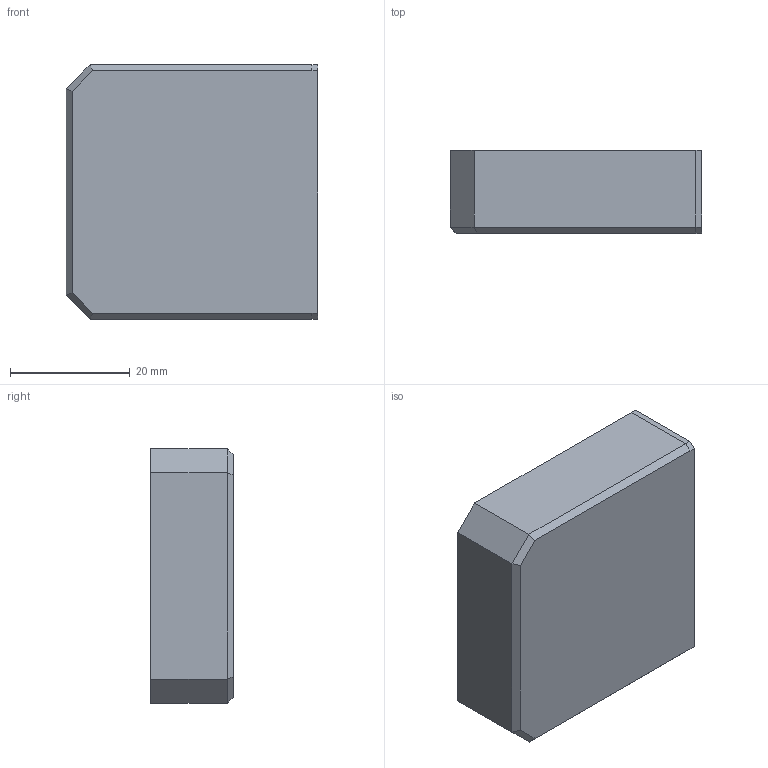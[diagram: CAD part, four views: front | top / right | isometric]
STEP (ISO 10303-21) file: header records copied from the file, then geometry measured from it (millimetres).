
FILE_DESCRIPTION(/* description */ (''),/* implementation_level */ '2;1');
FILE_NAME(/* name */ 'cover_x.step',/* time_stamp */ '2025-03-31T17:53:42+02:00',/* author */ (''),/* organization */ (''),/* preprocessor_version */ 'ST-DEVELOPER v20.1',/* originating_system */ 'Autodesk Translation Framework v14.4.0.0',/* authorisation */ '');
FILE_SCHEMA (('AUTOMOTIVE_DESIGN { 1 0 10303 214 3 1 1 }'));
Length unit declared in the file: millimetre
Products named in the file (1): x_house
Bounding box: 42.04 x 13.8 x 42.51 mm (x, y, z)
Volume: 4186.7 mm3; surface area: 7525.1 mm2
Topology: 1 solids, 1 shells, 47 faces, 102 edges, 63 vertices
Faces by surface type: plane 38, cylinder 6, cone 3
Full cylindrical faces by diameter (mm): 3.1 x3, 5 x3
Entity records: 1291 total; most frequent: DIRECTION 213, CARTESIAN_POINT 213, ORIENTED_EDGE 204, EDGE_CURVE 102, LINE 87, VECTOR 87, VERTEX_POINT 63, AXIS2_PLACEMENT_3D 63
